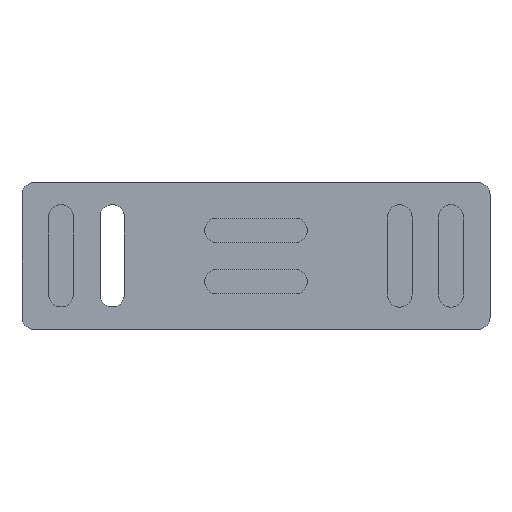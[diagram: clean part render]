
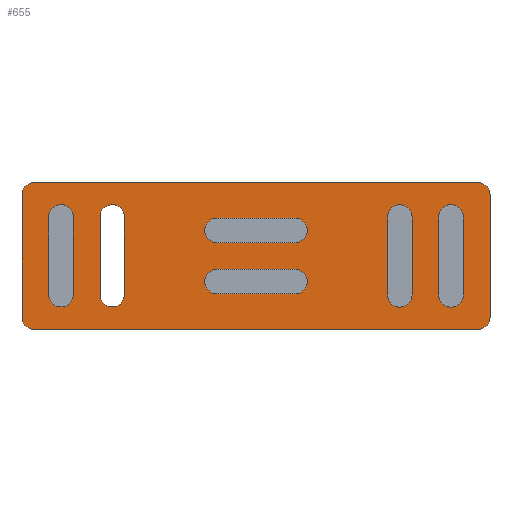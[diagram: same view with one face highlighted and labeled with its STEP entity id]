
A CAD part, top view. The second image highlights one B-rep face of the part: STEP entity #655.
In plain terms, the highlighted planar face has unit normal (0, 0, 1).
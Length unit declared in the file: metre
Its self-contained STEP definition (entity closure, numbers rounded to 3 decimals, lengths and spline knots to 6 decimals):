
#28=CIRCLE('',#708,0.00795);
#29=CIRCLE('',#709,0.00795);
#30=CIRCLE('',#710,0.00795);
#31=CIRCLE('',#711,0.00795);
#32=CIRCLE('',#712,0.007938);
#33=CIRCLE('',#713,0.007938);
#34=CIRCLE('',#714,0.007938);
#35=CIRCLE('',#715,0.007938);
#36=CIRCLE('',#716,0.007938);
#37=CIRCLE('',#717,0.007938);
#38=CIRCLE('',#718,0.007938);
#39=CIRCLE('',#719,0.007938);
#40=CIRCLE('',#720,0.007938);
#41=CIRCLE('',#721,0.007938);
#42=CIRCLE('',#722,0.007938);
#43=CIRCLE('',#723,0.007938);
#60=ORIENTED_EDGE('',*,*,#252,.F.);
#61=ORIENTED_EDGE('',*,*,#253,.T.);
#62=ORIENTED_EDGE('',*,*,#254,.T.);
#63=ORIENTED_EDGE('',*,*,#255,.T.);
#64=ORIENTED_EDGE('',*,*,#256,.T.);
#65=ORIENTED_EDGE('',*,*,#257,.T.);
#66=ORIENTED_EDGE('',*,*,#258,.F.);
#67=ORIENTED_EDGE('',*,*,#259,.T.);
#68=ORIENTED_EDGE('',*,*,#260,.F.);
#69=ORIENTED_EDGE('',*,*,#261,.T.);
#70=ORIENTED_EDGE('',*,*,#262,.F.);
#71=ORIENTED_EDGE('',*,*,#263,.T.);
#72=ORIENTED_EDGE('',*,*,#264,.F.);
#73=ORIENTED_EDGE('',*,*,#265,.T.);
#74=ORIENTED_EDGE('',*,*,#266,.F.);
#75=ORIENTED_EDGE('',*,*,#267,.T.);
#76=ORIENTED_EDGE('',*,*,#268,.F.);
#77=ORIENTED_EDGE('',*,*,#269,.T.);
#78=ORIENTED_EDGE('',*,*,#270,.F.);
#79=ORIENTED_EDGE('',*,*,#271,.T.);
#80=ORIENTED_EDGE('',*,*,#272,.F.);
#81=ORIENTED_EDGE('',*,*,#273,.T.);
#82=ORIENTED_EDGE('',*,*,#274,.F.);
#83=ORIENTED_EDGE('',*,*,#275,.T.);
#84=ORIENTED_EDGE('',*,*,#276,.F.);
#85=ORIENTED_EDGE('',*,*,#277,.T.);
#86=ORIENTED_EDGE('',*,*,#278,.F.);
#87=ORIENTED_EDGE('',*,*,#279,.T.);
#88=ORIENTED_EDGE('',*,*,#280,.F.);
#89=ORIENTED_EDGE('',*,*,#281,.T.);
#90=ORIENTED_EDGE('',*,*,#282,.F.);
#91=ORIENTED_EDGE('',*,*,#283,.T.);
#252=EDGE_CURVE('',#348,#349,#412,.T.);
#253=EDGE_CURVE('',#348,#350,#28,.T.);
#254=EDGE_CURVE('',#350,#351,#413,.T.);
#255=EDGE_CURVE('',#351,#352,#29,.T.);
#256=EDGE_CURVE('',#352,#353,#414,.T.);
#257=EDGE_CURVE('',#353,#354,#30,.T.);
#258=EDGE_CURVE('',#355,#354,#415,.T.);
#259=EDGE_CURVE('',#355,#349,#31,.T.);
#260=EDGE_CURVE('',#356,#357,#32,.T.);
#261=EDGE_CURVE('',#356,#358,#416,.T.);
#262=EDGE_CURVE('',#359,#358,#33,.T.);
#263=EDGE_CURVE('',#359,#357,#417,.T.);
#264=EDGE_CURVE('',#360,#361,#34,.T.);
#265=EDGE_CURVE('',#360,#362,#418,.T.);
#266=EDGE_CURVE('',#363,#362,#35,.T.);
#267=EDGE_CURVE('',#363,#361,#419,.T.);
#268=EDGE_CURVE('',#364,#365,#36,.T.);
#269=EDGE_CURVE('',#364,#366,#420,.T.);
#270=EDGE_CURVE('',#367,#366,#37,.T.);
#271=EDGE_CURVE('',#367,#365,#421,.T.);
#272=EDGE_CURVE('',#368,#369,#38,.T.);
#273=EDGE_CURVE('',#368,#370,#422,.T.);
#274=EDGE_CURVE('',#371,#370,#39,.T.);
#275=EDGE_CURVE('',#371,#369,#423,.T.);
#276=EDGE_CURVE('',#372,#373,#40,.T.);
#277=EDGE_CURVE('',#372,#374,#424,.T.);
#278=EDGE_CURVE('',#375,#374,#41,.T.);
#279=EDGE_CURVE('',#375,#373,#425,.T.);
#280=EDGE_CURVE('',#376,#377,#42,.T.);
#281=EDGE_CURVE('',#376,#378,#426,.T.);
#282=EDGE_CURVE('',#379,#378,#43,.T.);
#283=EDGE_CURVE('',#379,#377,#427,.T.);
#348=VERTEX_POINT('',#989);
#349=VERTEX_POINT('',#990);
#350=VERTEX_POINT('',#992);
#351=VERTEX_POINT('',#994);
#352=VERTEX_POINT('',#996);
#353=VERTEX_POINT('',#998);
#354=VERTEX_POINT('',#1000);
#355=VERTEX_POINT('',#1002);
#356=VERTEX_POINT('',#1005);
#357=VERTEX_POINT('',#1006);
#358=VERTEX_POINT('',#1008);
#359=VERTEX_POINT('',#1010);
#360=VERTEX_POINT('',#1013);
#361=VERTEX_POINT('',#1014);
#362=VERTEX_POINT('',#1016);
#363=VERTEX_POINT('',#1018);
#364=VERTEX_POINT('',#1021);
#365=VERTEX_POINT('',#1022);
#366=VERTEX_POINT('',#1024);
#367=VERTEX_POINT('',#1026);
#368=VERTEX_POINT('',#1029);
#369=VERTEX_POINT('',#1030);
#370=VERTEX_POINT('',#1032);
#371=VERTEX_POINT('',#1034);
#372=VERTEX_POINT('',#1037);
#373=VERTEX_POINT('',#1038);
#374=VERTEX_POINT('',#1040);
#375=VERTEX_POINT('',#1042);
#376=VERTEX_POINT('',#1045);
#377=VERTEX_POINT('',#1046);
#378=VERTEX_POINT('',#1048);
#379=VERTEX_POINT('',#1050);
#412=LINE('',#988,#476);
#413=LINE('',#993,#477);
#414=LINE('',#997,#478);
#415=LINE('',#1001,#479);
#416=LINE('',#1007,#480);
#417=LINE('',#1011,#481);
#418=LINE('',#1015,#482);
#419=LINE('',#1019,#483);
#420=LINE('',#1023,#484);
#421=LINE('',#1027,#485);
#422=LINE('',#1031,#486);
#423=LINE('',#1035,#487);
#424=LINE('',#1039,#488);
#425=LINE('',#1043,#489);
#426=LINE('',#1047,#490);
#427=LINE('',#1051,#491);
#476=VECTOR('',#782,1.);
#477=VECTOR('',#785,1.);
#478=VECTOR('',#788,1.);
#479=VECTOR('',#791,1.);
#480=VECTOR('',#796,1.);
#481=VECTOR('',#799,1.);
#482=VECTOR('',#802,1.);
#483=VECTOR('',#805,1.);
#484=VECTOR('',#808,1.);
#485=VECTOR('',#811,1.);
#486=VECTOR('',#814,1.);
#487=VECTOR('',#817,1.);
#488=VECTOR('',#820,1.);
#489=VECTOR('',#823,1.);
#490=VECTOR('',#826,1.);
#491=VECTOR('',#829,1.);
#540=EDGE_LOOP('',(#60,#61,#62,#63,#64,#65,#66,#67));
#541=EDGE_LOOP('',(#68,#69,#70,#71));
#542=EDGE_LOOP('',(#72,#73,#74,#75));
#543=EDGE_LOOP('',(#76,#77,#78,#79));
#544=EDGE_LOOP('',(#80,#81,#82,#83));
#545=EDGE_LOOP('',(#84,#85,#86,#87));
#546=EDGE_LOOP('',(#88,#89,#90,#91));
#586=FACE_BOUND('',#540,.T.);
#587=FACE_BOUND('',#541,.T.);
#588=FACE_BOUND('',#542,.T.);
#589=FACE_BOUND('',#543,.T.);
#590=FACE_BOUND('',#544,.T.);
#591=FACE_BOUND('',#545,.T.);
#592=FACE_BOUND('',#546,.T.);
#632=PLANE('',#707);
#655=ADVANCED_FACE('',(#586,#587,#588,#589,#590,#591,#592),#632,.T.);
#707=AXIS2_PLACEMENT_3D('',#987,#780,#781);
#708=AXIS2_PLACEMENT_3D('',#991,#783,#784);
#709=AXIS2_PLACEMENT_3D('',#995,#786,#787);
#710=AXIS2_PLACEMENT_3D('',#999,#789,#790);
#711=AXIS2_PLACEMENT_3D('',#1003,#792,#793);
#712=AXIS2_PLACEMENT_3D('',#1004,#794,#795);
#713=AXIS2_PLACEMENT_3D('',#1009,#797,#798);
#714=AXIS2_PLACEMENT_3D('',#1012,#800,#801);
#715=AXIS2_PLACEMENT_3D('',#1017,#803,#804);
#716=AXIS2_PLACEMENT_3D('',#1020,#806,#807);
#717=AXIS2_PLACEMENT_3D('',#1025,#809,#810);
#718=AXIS2_PLACEMENT_3D('',#1028,#812,#813);
#719=AXIS2_PLACEMENT_3D('',#1033,#815,#816);
#720=AXIS2_PLACEMENT_3D('',#1036,#818,#819);
#721=AXIS2_PLACEMENT_3D('',#1041,#821,#822);
#722=AXIS2_PLACEMENT_3D('',#1044,#824,#825);
#723=AXIS2_PLACEMENT_3D('',#1049,#827,#828);
#780=DIRECTION('',(0.,0.,1.));
#781=DIRECTION('',(1.,0.,0.));
#782=DIRECTION('',(1.,0.,0.));
#783=DIRECTION('',(0.,0.,1.));
#784=DIRECTION('',(1.,0.,0.));
#785=DIRECTION('',(0.,-1.,0.));
#786=DIRECTION('',(0.,0.,1.));
#787=DIRECTION('',(1.,0.,0.));
#788=DIRECTION('',(1.,0.,0.));
#789=DIRECTION('',(0.,0.,1.));
#790=DIRECTION('',(1.,0.,0.));
#791=DIRECTION('',(0.,-1.,0.));
#792=DIRECTION('',(0.,0.,1.));
#793=DIRECTION('',(1.,0.,0.));
#794=DIRECTION('',(0.,0.,1.));
#795=DIRECTION('',(1.,0.,0.));
#796=DIRECTION('',(0.,-1.,0.));
#797=DIRECTION('',(0.,0.,1.));
#798=DIRECTION('',(1.,0.,0.));
#799=DIRECTION('',(0.,1.,0.));
#800=DIRECTION('',(0.,0.,1.));
#801=DIRECTION('',(1.,0.,0.));
#802=DIRECTION('',(-1.,0.,0.));
#803=DIRECTION('',(0.,0.,1.));
#804=DIRECTION('',(1.,0.,0.));
#805=DIRECTION('',(1.,0.,0.));
#806=DIRECTION('',(0.,0.,1.));
#807=DIRECTION('',(1.,0.,0.));
#808=DIRECTION('',(1.,0.,0.));
#809=DIRECTION('',(0.,0.,1.));
#810=DIRECTION('',(1.,0.,0.));
#811=DIRECTION('',(-1.,0.,0.));
#812=DIRECTION('',(0.,0.,1.));
#813=DIRECTION('',(1.,0.,0.));
#814=DIRECTION('',(0.,-1.,0.));
#815=DIRECTION('',(0.,0.,1.));
#816=DIRECTION('',(1.,0.,0.));
#817=DIRECTION('',(0.,1.,0.));
#818=DIRECTION('',(0.,0.,1.));
#819=DIRECTION('',(1.,0.,0.));
#820=DIRECTION('',(0.,-1.,0.));
#821=DIRECTION('',(0.,0.,1.));
#822=DIRECTION('',(1.,0.,0.));
#823=DIRECTION('',(0.,1.,0.));
#824=DIRECTION('',(0.,0.,1.));
#825=DIRECTION('',(1.,0.,0.));
#826=DIRECTION('',(0.,-1.,0.));
#827=DIRECTION('',(0.,0.,1.));
#828=DIRECTION('',(1.,0.,0.));
#829=DIRECTION('',(0.,1.,0.));
#987=CARTESIAN_POINT('',(0.,-0.000127,0.01905));
#988=CARTESIAN_POINT('',(0.,0.047752,0.01905));
#989=CARTESIAN_POINT('',(-0.14445,0.047752,0.01905));
#990=CARTESIAN_POINT('',(0.14445,0.047752,0.01905));
#991=CARTESIAN_POINT('',(-0.14445,0.039802,0.01905));
#992=CARTESIAN_POINT('',(-0.1524,0.039802,0.01905));
#993=CARTESIAN_POINT('',(-0.1524,-0.000127,0.01905));
#994=CARTESIAN_POINT('',(-0.1524,-0.040056,0.01905));
#995=CARTESIAN_POINT('',(-0.14445,-0.040056,0.01905));
#996=CARTESIAN_POINT('',(-0.14445,-0.048006,0.01905));
#997=CARTESIAN_POINT('',(0.,-0.048006,0.01905));
#998=CARTESIAN_POINT('',(0.14445,-0.048006,0.01905));
#999=CARTESIAN_POINT('',(0.14445,-0.040056,0.01905));
#1000=CARTESIAN_POINT('',(0.1524,-0.040056,0.01905));
#1001=CARTESIAN_POINT('',(0.1524,-0.000127,0.01905));
#1002=CARTESIAN_POINT('',(0.1524,0.039802,0.01905));
#1003=CARTESIAN_POINT('',(0.14445,0.039802,0.01905));
#1004=CARTESIAN_POINT('',(-0.093663,0.0254,0.01905));
#1005=CARTESIAN_POINT('',(-0.085725,0.0254,0.01905));
#1006=CARTESIAN_POINT('',(-0.1016,0.0254,0.01905));
#1007=CARTESIAN_POINT('',(-0.085725,0.,0.01905));
#1008=CARTESIAN_POINT('',(-0.085725,-0.0254,0.01905));
#1009=CARTESIAN_POINT('',(-0.093663,-0.0254,0.01905));
#1010=CARTESIAN_POINT('',(-0.1016,-0.0254,0.01905));
#1011=CARTESIAN_POINT('',(-0.1016,0.,0.01905));
#1012=CARTESIAN_POINT('',(0.0254,-0.016802,0.01905));
#1013=CARTESIAN_POINT('',(0.0254,-0.02474,0.01905));
#1014=CARTESIAN_POINT('',(0.0254,-0.008865,0.01905));
#1015=CARTESIAN_POINT('',(0.,-0.02474,0.01905));
#1016=CARTESIAN_POINT('',(-0.0254,-0.02474,0.01905));
#1017=CARTESIAN_POINT('',(-0.0254,-0.016802,0.01905));
#1018=CARTESIAN_POINT('',(-0.0254,-0.008865,0.01905));
#1019=CARTESIAN_POINT('',(0.,-0.008865,0.01905));
#1020=CARTESIAN_POINT('',(-0.0254,0.016548,0.01905));
#1021=CARTESIAN_POINT('',(-0.0254,0.024486,0.01905));
#1022=CARTESIAN_POINT('',(-0.0254,0.008611,0.01905));
#1023=CARTESIAN_POINT('',(0.,0.024486,0.01905));
#1024=CARTESIAN_POINT('',(0.0254,0.024486,0.01905));
#1025=CARTESIAN_POINT('',(0.0254,0.016548,0.01905));
#1026=CARTESIAN_POINT('',(0.0254,0.008611,0.01905));
#1027=CARTESIAN_POINT('',(0.,0.008611,0.01905));
#1028=CARTESIAN_POINT('',(0.093663,0.025273,0.01905));
#1029=CARTESIAN_POINT('',(0.1016,0.025273,0.01905));
#1030=CARTESIAN_POINT('',(0.085725,0.025273,0.01905));
#1031=CARTESIAN_POINT('',(0.1016,-0.000127,0.01905));
#1032=CARTESIAN_POINT('',(0.1016,-0.025527,0.01905));
#1033=CARTESIAN_POINT('',(0.093663,-0.025527,0.01905));
#1034=CARTESIAN_POINT('',(0.085725,-0.025527,0.01905));
#1035=CARTESIAN_POINT('',(0.085725,-0.000127,0.01905));
#1036=CARTESIAN_POINT('',(0.127,0.025273,0.01905));
#1037=CARTESIAN_POINT('',(0.134938,0.025273,0.01905));
#1038=CARTESIAN_POINT('',(0.119063,0.025273,0.01905));
#1039=CARTESIAN_POINT('',(0.134938,-0.000127,0.01905));
#1040=CARTESIAN_POINT('',(0.134938,-0.025527,0.01905));
#1041=CARTESIAN_POINT('',(0.127,-0.025527,0.01905));
#1042=CARTESIAN_POINT('',(0.119063,-0.025527,0.01905));
#1043=CARTESIAN_POINT('',(0.119063,-0.000127,0.01905));
#1044=CARTESIAN_POINT('',(-0.127,0.0254,0.01905));
#1045=CARTESIAN_POINT('',(-0.119063,0.0254,0.01905));
#1046=CARTESIAN_POINT('',(-0.134938,0.0254,0.01905));
#1047=CARTESIAN_POINT('',(-0.119063,0.,0.01905));
#1048=CARTESIAN_POINT('',(-0.119063,-0.0254,0.01905));
#1049=CARTESIAN_POINT('',(-0.127,-0.0254,0.01905));
#1050=CARTESIAN_POINT('',(-0.134938,-0.0254,0.01905));
#1051=CARTESIAN_POINT('',(-0.134938,0.,0.01905));
